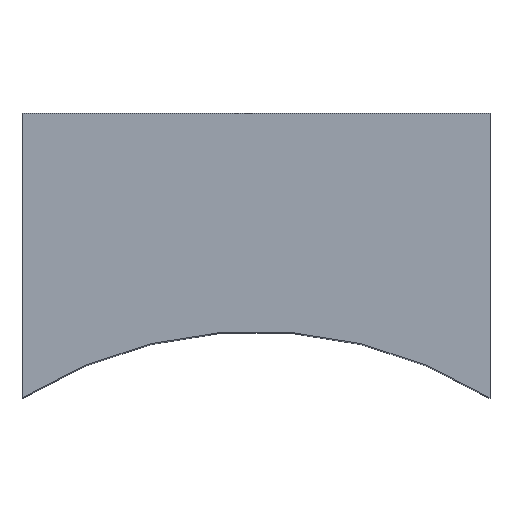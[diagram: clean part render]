
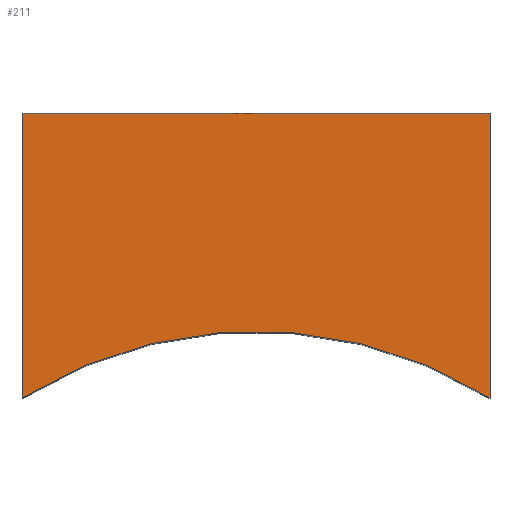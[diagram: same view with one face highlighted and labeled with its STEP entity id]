
A CAD part, top view. The second image highlights one B-rep face of the part: STEP entity #211.
In plain terms, the highlighted planar face has unit normal (0, 0, 1).
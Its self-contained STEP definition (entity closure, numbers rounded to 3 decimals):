
#2 = CIRCLE ( 'NONE', #162, 76.2 ) ;
#19 = EDGE_LOOP ( 'NONE', ( #273, #144, #202, #539 ) ) ;
#22 = LINE ( 'NONE', #541, #545 ) ;
#23 = CARTESIAN_POINT ( 'NONE',  ( 0., 28., 90. ) ) ;
#27 = DIRECTION ( 'NONE',  ( 1., 0., 0. ) ) ;
#66 = DIRECTION ( 'NONE',  ( 0., 1., 0. ) ) ;
#89 = AXIS2_PLACEMENT_3D ( 'NONE', #366, #443, #280 ) ;
#125 = VERTEX_POINT ( 'NONE', #503 ) ;
#139 = LINE ( 'NONE', #424, #216 ) ;
#144 = ORIENTED_EDGE ( 'NONE', *, *, #230, .T. ) ;
#162 = AXIS2_PLACEMENT_3D ( 'NONE', #471, #426, #27 ) ;
#198 = PLANE ( 'NONE',  #89 ) ;
#202 = ORIENTED_EDGE ( 'NONE', *, *, #485, .F. ) ;
#211 = ADVANCED_FACE ( 'NONE', ( #518 ), #198, .T. ) ;
#216 = VECTOR ( 'NONE', #313, 1000. ) ;
#220 = VERTEX_POINT ( 'NONE', #450 ) ;
#227 = CARTESIAN_POINT ( 'NONE',  ( 40.123, -20.76, 90. ) ) ;
#230 = EDGE_CURVE ( 'NONE', #286, #125, #22, .T. ) ;
#263 = CARTESIAN_POINT ( 'NONE',  ( -40.123, -20.76, 90. ) ) ;
#273 = ORIENTED_EDGE ( 'NONE', *, *, #535, .F. ) ;
#280 = DIRECTION ( 'NONE',  ( 1., 0., 0. ) ) ;
#286 = VERTEX_POINT ( 'NONE', #227 ) ;
#312 = VECTOR ( 'NONE', #370, 1000. ) ;
#313 = DIRECTION ( 'NONE',  ( 0., 1., 0. ) ) ;
#365 = EDGE_CURVE ( 'NONE', #526, #220, #139, .T. ) ;
#366 = CARTESIAN_POINT ( 'NONE',  ( 0., -20.76, 90. ) ) ;
#370 = DIRECTION ( 'NONE',  ( 1., 0., 0. ) ) ;
#424 = CARTESIAN_POINT ( 'NONE',  ( -40.123, -20.76, 90. ) ) ;
#426 = DIRECTION ( 'NONE',  ( 0., 0., 1. ) ) ;
#443 = DIRECTION ( 'NONE',  ( 0., 0., 1. ) ) ;
#450 = CARTESIAN_POINT ( 'NONE',  ( -40.123, 28., 90. ) ) ;
#471 = CARTESIAN_POINT ( 'NONE',  ( 0., -85.541, 90. ) ) ;
#485 = EDGE_CURVE ( 'NONE', #220, #125, #487, .T. ) ;
#487 = LINE ( 'NONE', #23, #312 ) ;
#503 = CARTESIAN_POINT ( 'NONE',  ( 40.123, 28., 90. ) ) ;
#518 = FACE_OUTER_BOUND ( 'NONE', #19, .T. ) ;
#526 = VERTEX_POINT ( 'NONE', #263 ) ;
#535 = EDGE_CURVE ( 'NONE', #286, #526, #2, .T. ) ;
#539 = ORIENTED_EDGE ( 'NONE', *, *, #365, .F. ) ;
#541 = CARTESIAN_POINT ( 'NONE',  ( 40.123, -20.76, 90. ) ) ;
#545 = VECTOR ( 'NONE', #66, 1000. ) ;
